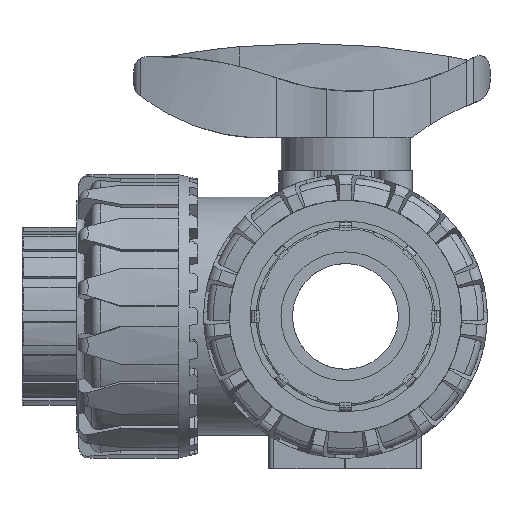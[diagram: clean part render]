
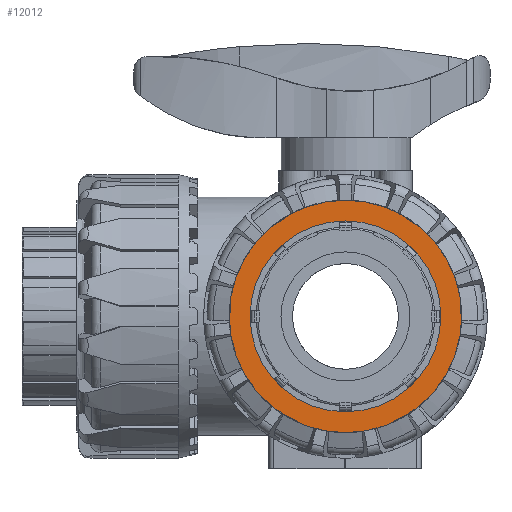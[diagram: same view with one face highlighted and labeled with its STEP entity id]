
A CAD part, front view. The second image highlights one B-rep face of the part: STEP entity #12012.
In plain terms, the highlighted face is planar.
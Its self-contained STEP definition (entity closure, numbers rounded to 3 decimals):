
#2658=PLANE($,#13393);
#2700=FACE_BOUND($,#3993,.T.);
#2701=FACE_BOUND($,#3994,.T.);
#3993=EDGE_LOOP($,(#11159));
#3994=EDGE_LOOP($,(#11160));
#4464=CIRCLE($,#13313,28.85);
#4480=CIRCLE($,#13359,35.15);
#5691=VERTEX_POINT($,#21949);
#5700=VERTEX_POINT($,#22041);
#7470=EDGE_CURVE($,#5691,#5691,#4464,.T.);
#7517=EDGE_CURVE($,#5700,#5700,#4480,.T.);
#11159=ORIENTED_EDGE($,*,*,#7470,.T.);
#11160=ORIENTED_EDGE($,*,*,#7517,.T.);
#12012=ADVANCED_FACE($,(#2700,#2701),#2658,.T.);
#13313=AXIS2_PLACEMENT_3D($,#21950,#16822,#16823);
#13359=AXIS2_PLACEMENT_3D($,#22042,#16930,#16931);
#13393=AXIS2_PLACEMENT_3D($,#22081,#17000,#17001);
#16822=DIRECTION('center_axis',(0.,0.,-1.));
#16823=DIRECTION('ref_axis',(-1.,0.,0.));
#16930=DIRECTION('center_axis',(0.,0.,1.));
#16931=DIRECTION('ref_axis',(1.,0.,0.));
#17000=DIRECTION('center_axis',(0.,0.,1.));
#17001=DIRECTION('ref_axis',(1.,0.,0.));
#21949=CARTESIAN_POINT('',(28.85,0.,36.7));
#21950=CARTESIAN_POINT('Origin',(0.,0.,36.7));
#22041=CARTESIAN_POINT('',(0.,-35.15,36.7));
#22042=CARTESIAN_POINT('Origin',(0.,0.,36.7));
#22081=CARTESIAN_POINT('Origin',(0.,0.,36.7));
